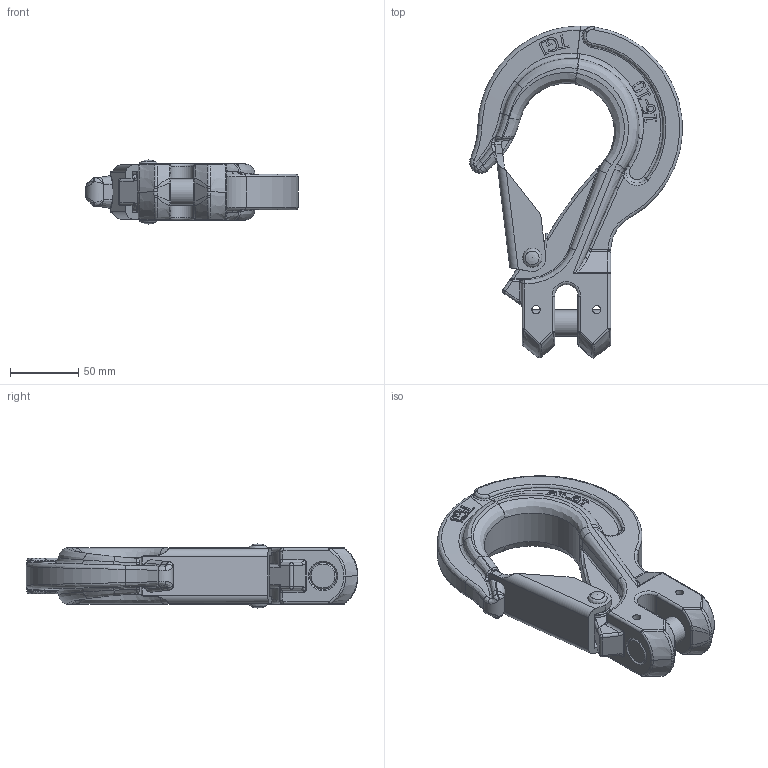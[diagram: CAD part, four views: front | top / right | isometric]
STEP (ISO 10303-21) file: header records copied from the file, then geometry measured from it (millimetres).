
FILE_DESCRIPTION(/* description */ (''),/* implementation_level */ '2;1');
FILE_NAME(/* name */ 'X-043 S-16.stp',/* time_stamp */ '2019-01-23T22:31:37+08:00',/* author */ ('Tony'),/* organization */ (''),/* preprocessor_version */ 'ST-DEVELOPER v16.1',/* originating_system */ 'Autodesk Inventor 2016',/* authorisation */ '');
FILE_SCHEMA (('AUTOMOTIVE_DESIGN { 1 0 10303 214 3 1 1 }'));
Length unit declared in the file: millimetre
Products named in the file (1): X-043  S-16
Bounding box: 155.83 x 243.39 x 47 mm (x, y, z)
Volume: 510926.3 mm3; surface area: 87911.5 mm2
Topology: 4 solids, 4 shells, 720 faces, 1913 edges, 1200 vertices
Faces by surface type: bspline 379, plane 192, cylinder 93, torus 34, sphere 18, cone 4
Full cylindrical faces by diameter (mm): 1.5 x5, 6 x2, 8 x1, 19.5 x3
Entity records: 36916 total; most frequent: CARTESIAN_POINT 22081, ORIENTED_EDGE 3740, DIRECTION 1923, EDGE_CURVE 1870, VERTEX_POINT 1194, B_SPLINE_CURVE_WITH_KNOTS 977, EDGE_LOOP 770, FACE_OUTER_BOUND 720
